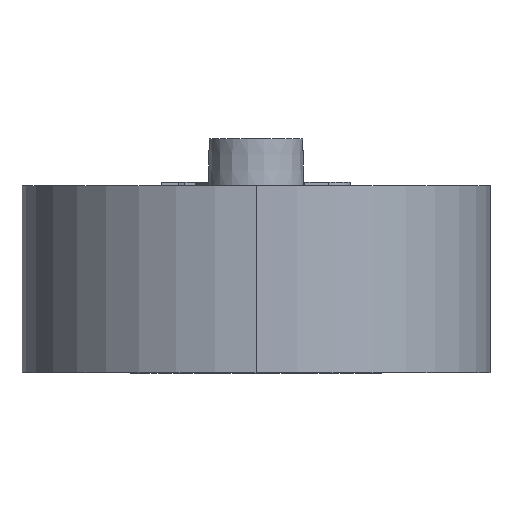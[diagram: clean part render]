
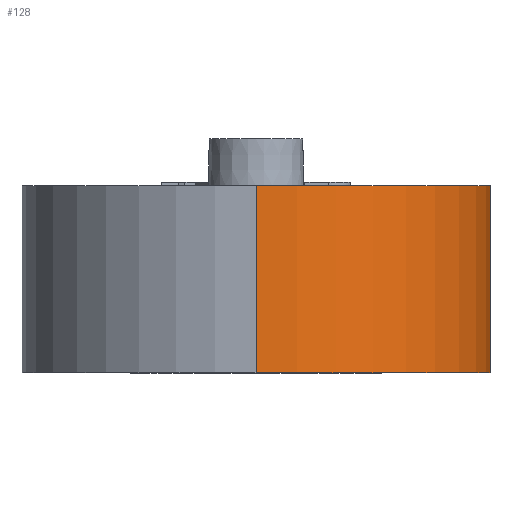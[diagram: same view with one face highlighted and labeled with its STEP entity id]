
A CAD part, left-side view. The second image highlights one B-rep face of the part: STEP entity #128.
In plain terms, the highlighted cylindrical face has radius 12.5 mm (diameter 25 mm), a partial arc.
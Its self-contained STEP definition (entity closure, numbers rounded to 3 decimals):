
#128 = ADVANCED_FACE( '', ( #438 ), #439, .T. );
#438 = FACE_OUTER_BOUND( '', #920, .T. );
#439 = CYLINDRICAL_SURFACE( '', #921, 12.5 );
#920 = EDGE_LOOP( '', ( #1871, #1872, #1873, #1874 ) );
#921 = AXIS2_PLACEMENT_3D( '', #1875, #1876, #1877 );
#1871 = ORIENTED_EDGE( '', *, *, #3038, .T. );
#1872 = ORIENTED_EDGE( '', *, *, #3409, .F. );
#1873 = ORIENTED_EDGE( '', *, *, #3252, .F. );
#1874 = ORIENTED_EDGE( '', *, *, #3408, .T. );
#1875 = CARTESIAN_POINT( '', ( -25.5, 0., 0. ) );
#1876 = DIRECTION( '', ( 0., 0., -1. ) );
#1877 = DIRECTION( '', ( -1., 0., 0. ) );
#3038 = EDGE_CURVE( '', #3605, #3603, #3606, .T. );
#3252 = EDGE_CURVE( '', #3993, #3995, #3996, .T. );
#3408 = EDGE_CURVE( '', #3993, #3605, #4285, .T. );
#3409 = EDGE_CURVE( '', #3995, #3603, #4286, .T. );
#3603 = VERTEX_POINT( '', #4539 );
#3605 = VERTEX_POINT( '', #4541 );
#3606 = CIRCLE( '', #4542, 12.5 );
#3993 = VERTEX_POINT( '', #5081 );
#3995 = VERTEX_POINT( '', #5084 );
#3996 = CIRCLE( '', #5085, 12.5 );
#4285 = LINE( '', #5520, #5521 );
#4286 = LINE( '', #5522, #5523 );
#4539 = CARTESIAN_POINT( '', ( -38., 0., 10. ) );
#4541 = CARTESIAN_POINT( '', ( -25.5, -12.5, 10. ) );
#4542 = AXIS2_PLACEMENT_3D( '', #5914, #5915, #5916 );
#5081 = CARTESIAN_POINT( '', ( -25.5, -12.5, 0. ) );
#5084 = CARTESIAN_POINT( '', ( -38., 0., 0. ) );
#5085 = AXIS2_PLACEMENT_3D( '', #6250, #6251, #6252 );
#5520 = CARTESIAN_POINT( '', ( -25.5, -12.5, 0. ) );
#5521 = VECTOR( '', #6426, 1000. );
#5522 = CARTESIAN_POINT( '', ( -38., 0., 0. ) );
#5523 = VECTOR( '', #6427, 1000. );
#5914 = CARTESIAN_POINT( '', ( -25.5, 0., 10. ) );
#5915 = DIRECTION( '', ( 0., 0., -1. ) );
#5916 = DIRECTION( '', ( 0., 1., 0. ) );
#6250 = CARTESIAN_POINT( '', ( -25.5, 0., 0. ) );
#6251 = DIRECTION( '', ( 0., 0., -1. ) );
#6252 = DIRECTION( '', ( 0., 1., 0. ) );
#6426 = DIRECTION( '', ( 0., 0., 1. ) );
#6427 = DIRECTION( '', ( 0., 0., 1. ) );
